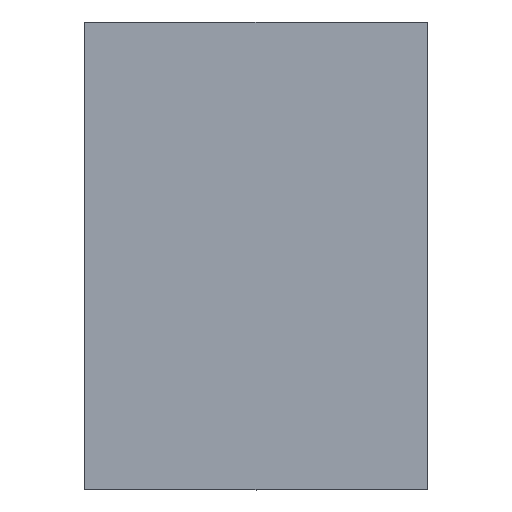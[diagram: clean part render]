
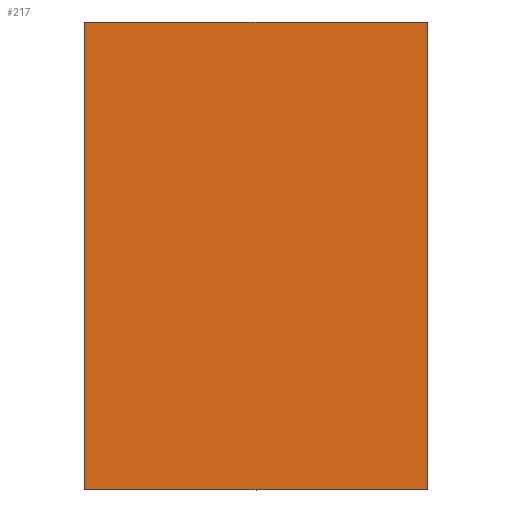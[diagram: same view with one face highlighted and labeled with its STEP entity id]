
A CAD part, top view. The second image highlights one B-rep face of the part: STEP entity #217.
In plain terms, the highlighted planar face has unit normal (0, 0, 1).
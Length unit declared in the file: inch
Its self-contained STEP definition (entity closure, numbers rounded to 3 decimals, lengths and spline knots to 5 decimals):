
#17=PLANE('',#263);
#29=FACE_OUTER_BOUND('',#41,.T.);
#41=EDGE_LOOP('',(#181,#182,#183,#184));
#50=LINE('',#365,#68);
#58=LINE('',#388,#76);
#59=LINE('',#391,#77);
#60=LINE('',#392,#78);
#68=VECTOR('',#296,0.3937);
#76=VECTOR('',#322,0.3937);
#77=VECTOR('',#325,0.3937);
#78=VECTOR('',#326,0.3937);
#104=VERTEX_POINT('',#362);
#105=VERTEX_POINT('',#364);
#111=VERTEX_POINT('',#386);
#112=VERTEX_POINT('',#390);
#126=EDGE_CURVE('',#105,#104,#50,.T.);
#138=EDGE_CURVE('',#104,#111,#58,.T.);
#139=EDGE_CURVE('',#112,#111,#59,.T.);
#140=EDGE_CURVE('',#105,#112,#60,.T.);
#181=ORIENTED_EDGE('',*,*,#126,.T.);
#182=ORIENTED_EDGE('',*,*,#138,.T.);
#183=ORIENTED_EDGE('',*,*,#139,.F.);
#184=ORIENTED_EDGE('',*,*,#140,.F.);
#217=ADVANCED_FACE('',(#29),#17,.T.);
#263=AXIS2_PLACEMENT_3D('',#389,#323,#324);
#296=DIRECTION('',(1.,0.,0.));
#322=DIRECTION('',(0.,1.,0.));
#323=DIRECTION('center_axis',(0.,0.,1.));
#324=DIRECTION('ref_axis',(1.,0.,0.));
#325=DIRECTION('',(1.,0.,0.));
#326=DIRECTION('',(0.,1.,0.));
#362=CARTESIAN_POINT('',(0.21654,0.,0.25591));
#364=CARTESIAN_POINT('',(-0.21654,0.,0.25591));
#365=CARTESIAN_POINT('',(-0.21654,0.,0.25591));
#386=CARTESIAN_POINT('',(0.21654,0.59055,0.25591));
#388=CARTESIAN_POINT('',(0.21654,0.,0.25591));
#389=CARTESIAN_POINT('Origin',(-0.21654,0.,0.25591));
#390=CARTESIAN_POINT('',(-0.21654,0.59055,0.25591));
#391=CARTESIAN_POINT('',(-0.21654,0.59055,0.25591));
#392=CARTESIAN_POINT('',(-0.21654,0.,0.25591));
